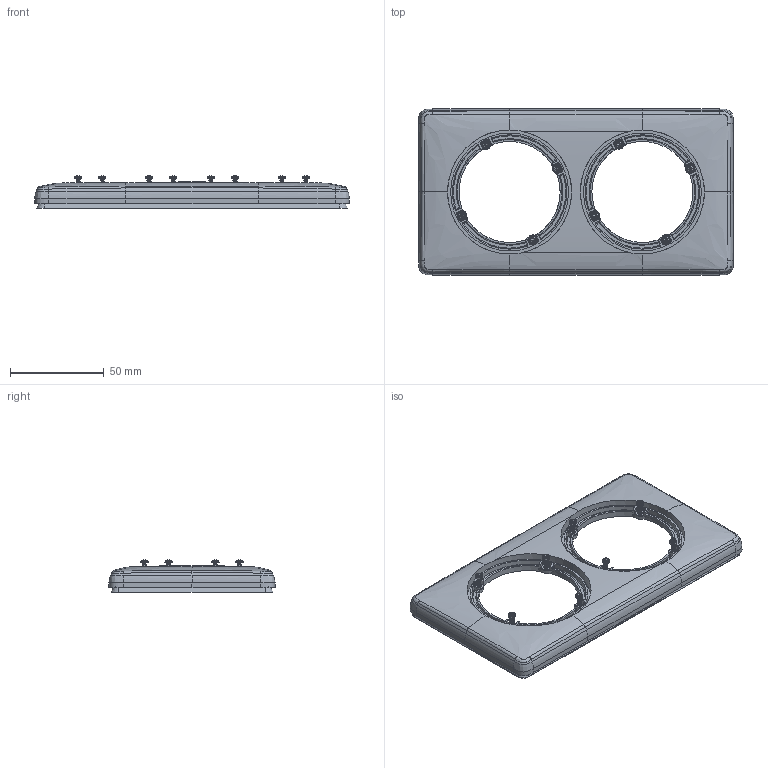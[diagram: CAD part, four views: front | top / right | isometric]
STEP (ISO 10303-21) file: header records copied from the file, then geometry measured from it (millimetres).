
FILE_DESCRIPTION(('CATIA V5 STEP Exchange','CAx-IF Rec.Pracs.--- Model Styling and Organization---1.5--- 2016-08-15','CAx-IF Rec.Pracs.---Supplemental Geometry---1.0---2011-11-01','CAx-IF Rec.Pracs.--- Composite Materials ---1.1---2010-07-15'),'2;1');
FILE_NAME('CP2702s.stp','2024-02-13T07:40:47+00:00',('none'),('none'),'CATIA Version 5-6 Release 2020 SP5','CATIA V5 STEP AP214 v2','none');
FILE_SCHEMA(('AUTOMOTIVE_DESIGN { 1 0 10303 214 1 1 1 1 }'));
Products named in the file (5): 069072 ; ED00845_A; G000091_A; 0087399; 0097E58
Assembly tree (18 placements, depth 2):
  069072 
    ED00845_A
    G000091_A
    0087399  x8
    0097E58  x8
Bounding box: 168.38 x 88.74 x 17.16 mm (x, y, z)
Volume: 35334.8 mm3; surface area: 50754.1 mm2
Topology: 18 solids, 18 shells, 1349 faces, 3585 edges, 2206 vertices
Faces by surface type: plane 443, cylinder 402, bspline 198, cone 128, sphere 80, torus 72, extrusion 26
Entity records: 45598 total; most frequent: CARTESIAN_POINT 28146, ORIENTED_EDGE 4364, DIRECTION 2215, EDGE_CURVE 2182, VERTEX_POINT 1345, B_SPLINE_CURVE_WITH_KNOTS 1109, AXIS2_PLACEMENT_3D 1064, EDGE_LOOP 883
